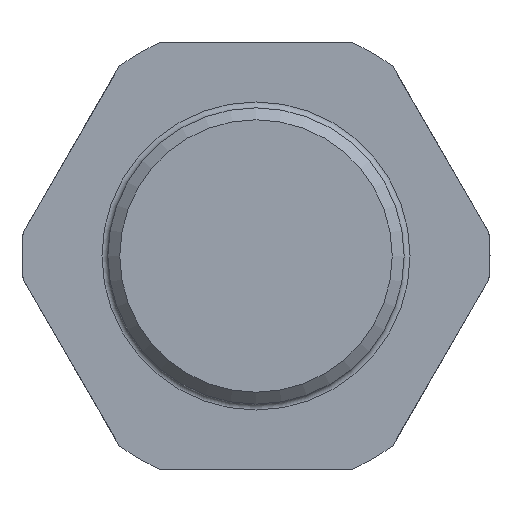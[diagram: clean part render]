
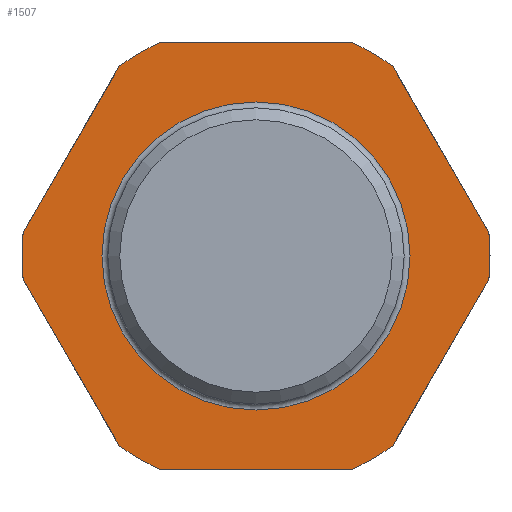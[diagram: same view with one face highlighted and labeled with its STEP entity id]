
A CAD part, left-side view. The second image highlights one B-rep face of the part: STEP entity #1507.
In plain terms, the highlighted planar face has unit normal (-1, 0, 0).
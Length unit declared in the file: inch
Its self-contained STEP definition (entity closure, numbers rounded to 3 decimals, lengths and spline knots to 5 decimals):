
#26=FACE_BOUND('',#429,.T.);
#90=LINE('',#2720,#148);
#93=LINE('',#2750,#151);
#96=LINE('',#2780,#154);
#99=LINE('',#2810,#157);
#102=LINE('',#2840,#160);
#105=LINE('',#2870,#163);
#148=VECTOR('',#1964,0.3937);
#151=VECTOR('',#1969,0.3937);
#154=VECTOR('',#1974,0.3937);
#157=VECTOR('',#1979,0.3937);
#160=VECTOR('',#1984,0.3937);
#163=VECTOR('',#1989,0.3937);
#346=FACE_OUTER_BOUND('',#428,.T.);
#428=EDGE_LOOP('',(#1209,#1210,#1211,#1212,#1213,#1214,#1215,#1216,#1217,
#1218,#1219,#1220));
#429=EDGE_LOOP('',(#1221,#1222));
#531=CIRCLE('',#1668,0.77756);
#532=CIRCLE('',#1670,0.77756);
#533=CIRCLE('',#1672,0.77756);
#534=CIRCLE('',#1674,0.77756);
#535=CIRCLE('',#1676,0.77756);
#536=CIRCLE('',#1678,0.77756);
#537=CIRCLE('',#1679,0.51181);
#538=CIRCLE('',#1680,0.51181);
#662=VERTEX_POINT('',#2717);
#663=VERTEX_POINT('',#2719);
#666=VERTEX_POINT('',#2747);
#667=VERTEX_POINT('',#2749);
#670=VERTEX_POINT('',#2777);
#671=VERTEX_POINT('',#2779);
#674=VERTEX_POINT('',#2807);
#675=VERTEX_POINT('',#2809);
#678=VERTEX_POINT('',#2837);
#679=VERTEX_POINT('',#2839);
#682=VERTEX_POINT('',#2867);
#683=VERTEX_POINT('',#2869);
#687=VERTEX_POINT('',#2898);
#688=VERTEX_POINT('',#2899);
#844=EDGE_CURVE('',#663,#662,#90,.T.);
#848=EDGE_CURVE('',#667,#666,#93,.T.);
#852=EDGE_CURVE('',#671,#670,#96,.T.);
#856=EDGE_CURVE('',#675,#674,#99,.T.);
#860=EDGE_CURVE('',#679,#678,#102,.T.);
#864=EDGE_CURVE('',#683,#682,#105,.T.);
#876=EDGE_CURVE('',#671,#674,#531,.T.);
#877=EDGE_CURVE('',#683,#670,#532,.T.);
#878=EDGE_CURVE('',#667,#678,#533,.T.);
#879=EDGE_CURVE('',#675,#666,#534,.T.);
#880=EDGE_CURVE('',#663,#682,#535,.T.);
#881=EDGE_CURVE('',#679,#662,#536,.T.);
#882=EDGE_CURVE('',#687,#688,#537,.T.);
#883=EDGE_CURVE('',#688,#687,#538,.T.);
#1209=ORIENTED_EDGE('',*,*,#844,.T.);
#1210=ORIENTED_EDGE('',*,*,#881,.F.);
#1211=ORIENTED_EDGE('',*,*,#860,.T.);
#1212=ORIENTED_EDGE('',*,*,#878,.F.);
#1213=ORIENTED_EDGE('',*,*,#848,.T.);
#1214=ORIENTED_EDGE('',*,*,#879,.F.);
#1215=ORIENTED_EDGE('',*,*,#856,.T.);
#1216=ORIENTED_EDGE('',*,*,#876,.F.);
#1217=ORIENTED_EDGE('',*,*,#852,.T.);
#1218=ORIENTED_EDGE('',*,*,#877,.F.);
#1219=ORIENTED_EDGE('',*,*,#864,.T.);
#1220=ORIENTED_EDGE('',*,*,#880,.F.);
#1221=ORIENTED_EDGE('',*,*,#882,.T.);
#1222=ORIENTED_EDGE('',*,*,#883,.T.);
#1452=PLANE('',#1677);
#1507=ADVANCED_FACE('',(#346,#26),#1452,.T.);
#1668=AXIS2_PLACEMENT_3D('',#2887,#2015,#2016);
#1670=AXIS2_PLACEMENT_3D('',#2889,#2019,#2020);
#1672=AXIS2_PLACEMENT_3D('',#2891,#2023,#2024);
#1674=AXIS2_PLACEMENT_3D('',#2893,#2027,#2028);
#1676=AXIS2_PLACEMENT_3D('',#2895,#2031,#2032);
#1677=AXIS2_PLACEMENT_3D('',#2896,#2033,#2034);
#1678=AXIS2_PLACEMENT_3D('',#2897,#2035,#2036);
#1679=AXIS2_PLACEMENT_3D('',#2900,#2037,#2038);
#1680=AXIS2_PLACEMENT_3D('',#2901,#2039,#2040);
#1964=DIRECTION('',(0.,-1.,0.));
#1969=DIRECTION('',(0.,0.5,0.866));
#1974=DIRECTION('',(0.,0.5,-0.866));
#1979=DIRECTION('',(0.,1.,0.));
#1984=DIRECTION('',(0.,-0.5,0.866));
#1989=DIRECTION('',(0.,-0.5,-0.866));
#2015=DIRECTION('center_axis',(1.,0.,0.));
#2016=DIRECTION('ref_axis',(0.,0.,
-1.));
#2019=DIRECTION('center_axis',(1.,0.,0.));
#2020=DIRECTION('ref_axis',(0.,0.,
-1.));
#2023=DIRECTION('center_axis',(1.,0.,0.));
#2024=DIRECTION('ref_axis',(0.,0.,
-1.));
#2027=DIRECTION('center_axis',(1.,0.,0.));
#2028=DIRECTION('ref_axis',(0.,0.,
-1.));
#2031=DIRECTION('center_axis',(1.,0.,0.));
#2032=DIRECTION('ref_axis',(0.,0.,
-1.));
#2033=DIRECTION('center_axis',(-1.,0.,0.));
#2034=DIRECTION('ref_axis',(0.,0.,1.));
#2035=DIRECTION('center_axis',(1.,0.,0.));
#2036=DIRECTION('ref_axis',(0.,0.,
-1.));
#2037=DIRECTION('center_axis',(1.,0.,0.));
#2038=DIRECTION('ref_axis',(0.,0.,
-1.));
#2039=DIRECTION('center_axis',(1.,0.,0.));
#2040=DIRECTION('ref_axis',(0.,0.,
-1.));
#2717=CARTESIAN_POINT('',(-1.50591,-0.32,-0.70866));
#2719=CARTESIAN_POINT('',(-1.50591,0.32,-0.70866));
#2720=CARTESIAN_POINT('',(-1.50591,0.54878,-0.70866));
#2747=CARTESIAN_POINT('',(-1.50591,-0.45372,0.63145));
#2749=CARTESIAN_POINT('',(-1.50591,-0.77372,0.07721));
#2750=CARTESIAN_POINT('',(-1.50591,-0.59652,0.38412));
#2777=CARTESIAN_POINT('',(-1.50591,0.77372,0.07721));
#2779=CARTESIAN_POINT('',(-1.50591,0.45372,0.63145));
#2780=CARTESIAN_POINT('',(-1.50591,0.63091,0.32455));
#2807=CARTESIAN_POINT('',(-1.50591,0.32,0.70866));
#2809=CARTESIAN_POINT('',(-1.50591,-0.32,0.70866));
#2810=CARTESIAN_POINT('',(-1.50591,0.22878,0.70866));
#2837=CARTESIAN_POINT('',(-1.50591,-0.77372,-0.07721));
#2839=CARTESIAN_POINT('',(-1.50591,-0.45372,-0.63145));
#2840=CARTESIAN_POINT('',(-1.50591,-0.43653,-0.66124));
#2867=CARTESIAN_POINT('',(-1.50591,0.45372,-0.63145));
#2869=CARTESIAN_POINT('',(-1.50591,0.77372,-0.07721));
#2870=CARTESIAN_POINT('',(-1.50591,0.79091,-0.04742));
#2887=CARTESIAN_POINT('Origin',(-1.50591,0.,
0.));
#2889=CARTESIAN_POINT('Origin',(-1.50591,0.,
0.));
#2891=CARTESIAN_POINT('Origin',(-1.50591,0.,
0.));
#2893=CARTESIAN_POINT('Origin',(-1.50591,0.,
0.));
#2895=CARTESIAN_POINT('Origin',(-1.50591,0.,
0.));
#2896=CARTESIAN_POINT('Origin',(-1.50591,0.77756,0.));
#2897=CARTESIAN_POINT('Origin',(-1.50591,0.,
0.));
#2898=CARTESIAN_POINT('',(-1.50591,0.51181,0.));
#2899=CARTESIAN_POINT('',(-1.50591,0.,0.51181));
#2900=CARTESIAN_POINT('Origin',(-1.50591,0.,
0.));
#2901=CARTESIAN_POINT('Origin',(-1.50591,0.,
0.));
